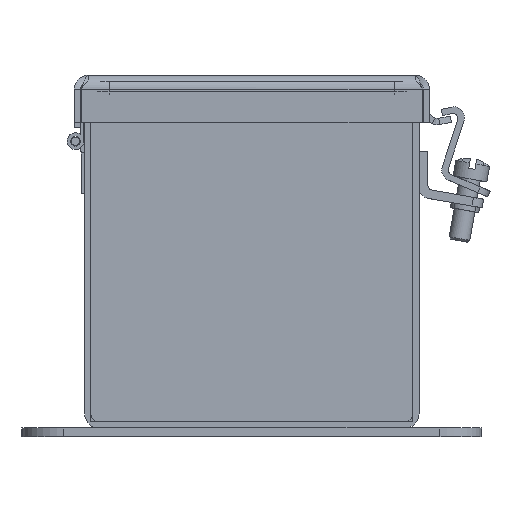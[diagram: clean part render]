
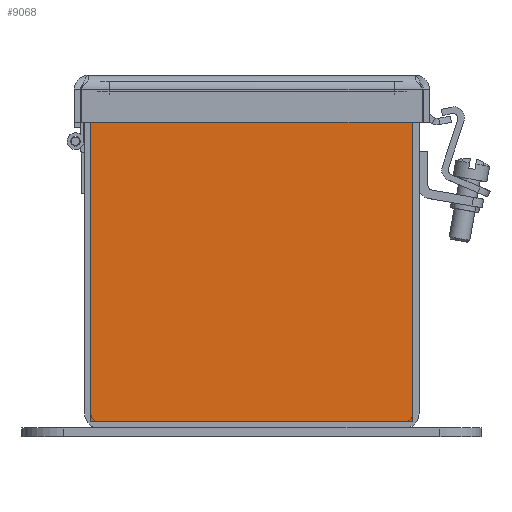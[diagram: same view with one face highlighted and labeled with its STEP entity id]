
A CAD part, left-side view. The second image highlights one B-rep face of the part: STEP entity #9068.
In plain terms, the highlighted planar face has unit normal (-1, 0, 0).
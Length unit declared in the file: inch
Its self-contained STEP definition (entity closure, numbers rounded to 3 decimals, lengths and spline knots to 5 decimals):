
#56 = CARTESIAN_POINT ( 'NONE',  ( -15., 1.926, -1.176 ) ) ;
#225 = EDGE_CURVE ( 'NONE', #33117, #4177, #18449, .T. ) ;
#551 = DIRECTION ( 'NONE',  ( 0., 1., 0. ) ) ;
#648 = ORIENTED_EDGE ( 'NONE', *, *, #4332, .F. ) ;
#711 = EDGE_CURVE ( 'NONE', #32765, #2179, #2297, .T. ) ;
#1483 = CARTESIAN_POINT ( 'NONE',  ( -15., 1.4277, 2.58205 ) ) ;
#1501 = LINE ( 'NONE', #32783, #15832 ) ;
#1614 = PLANE ( 'NONE',  #7448 ) ;
#1818 = CARTESIAN_POINT ( 'NONE',  ( -15., -1.4277, 2.676 ) ) ;
#1901 = EDGE_CURVE ( 'NONE', #29103, #18523, #31811, .T. ) ;
#2179 = VERTEX_POINT ( 'NONE', #3947 ) ;
#2297 = LINE ( 'NONE', #12597, #32626 ) ;
#2401 = DIRECTION ( 'NONE',  ( 0., 1., 0. ) ) ;
#2745 = DIRECTION ( 'NONE',  ( 0., 0., -1. ) ) ;
#3695 = VECTOR ( 'NONE', #8036, 39.37008 ) ;
#3947 = CARTESIAN_POINT ( 'NONE',  ( -15., -1.4275, 2.58225 ) ) ;
#4177 = VERTEX_POINT ( 'NONE', #1818 ) ;
#4332 = EDGE_CURVE ( 'NONE', #27689, #33176, #17055, .T. ) ;
#4391 = DIRECTION ( 'NONE',  ( 0., 1., 0. ) ) ;
#4658 = DIRECTION ( 'NONE',  ( 0., 1., 0. ) ) ;
#4671 = LINE ( 'NONE', #20210, #8916 ) ;
#5154 = LINE ( 'NONE', #8084, #17838 ) ;
#5345 = CARTESIAN_POINT ( 'NONE',  ( -15., 1.4277, 0.75 ) ) ;
#5453 = ORIENTED_EDGE ( 'NONE', *, *, #17223, .F. ) ;
#5767 = EDGE_CURVE ( 'NONE', #24354, #27689, #20022, .T. ) ;
#6990 = CARTESIAN_POINT ( 'NONE',  ( -15., 0., 0.75 ) ) ;
#7448 = AXIS2_PLACEMENT_3D ( 'NONE', #6990, #17422, #4391 ) ;
#7625 = CARTESIAN_POINT ( 'NONE',  ( -15., 1.4277, 2.676 ) ) ;
#7980 = CARTESIAN_POINT ( 'NONE',  ( -15., 1.4275, 2.676 ) ) ;
#8036 = DIRECTION ( 'NONE',  ( 0., 0., 1. ) ) ;
#8084 = CARTESIAN_POINT ( 'NONE',  ( -15., -1.926, 0.75 ) ) ;
#8916 = VECTOR ( 'NONE', #2401, 39.37008 ) ;
#9068 = ADVANCED_FACE ( 'NONE', ( #29686 ), #1614, .F. ) ;
#9250 = DIRECTION ( 'NONE',  ( 0., 0., 1. ) ) ;
#9459 = EDGE_CURVE ( 'NONE', #23370, #27704, #5154, .T. ) ;
#9971 = CARTESIAN_POINT ( 'NONE',  ( -15., 0., -1.176 ) ) ;
#10039 = LINE ( 'NONE', #7980, #11008 ) ;
#10056 = DIRECTION ( 'NONE',  ( 0., -1., 0. ) ) ;
#10872 = CARTESIAN_POINT ( 'NONE',  ( -15., 1.4275, 2.58205 ) ) ;
#11008 = VECTOR ( 'NONE', #15317, 39.37008 ) ;
#11857 = ORIENTED_EDGE ( 'NONE', *, *, #17442, .T. ) ;
#12387 = EDGE_CURVE ( 'NONE', #33117, #17964, #4671, .T. ) ;
#12597 = CARTESIAN_POINT ( 'NONE',  ( -15., 0., 2.58225 ) ) ;
#13043 = DIRECTION ( 'NONE',  ( 0., 0., -1. ) ) ;
#13451 = EDGE_CURVE ( 'NONE', #4177, #23370, #20393, .T. ) ;
#13733 = VECTOR ( 'NONE', #4658, 39.37008 ) ;
#14700 = CARTESIAN_POINT ( 'NONE',  ( -15., 1.4275, 2.58225 ) ) ;
#14943 = CARTESIAN_POINT ( 'NONE',  ( -15., -1.4275, 2.58205 ) ) ;
#15317 = DIRECTION ( 'NONE',  ( 0., 0., -1. ) ) ;
#15356 = ORIENTED_EDGE ( 'NONE', *, *, #13451, .F. ) ;
#15569 = CARTESIAN_POINT ( 'NONE',  ( -15., 1.4275, 2.58205 ) ) ;
#15787 = ORIENTED_EDGE ( 'NONE', *, *, #12387, .T. ) ;
#15832 = VECTOR ( 'NONE', #9250, 39.37008 ) ;
#16720 = CARTESIAN_POINT ( 'NONE',  ( -15., 0., 2.676 ) ) ;
#17055 = LINE ( 'NONE', #16720, #25917 ) ;
#17223 = EDGE_CURVE ( 'NONE', #27704, #24354, #22296, .T. ) ;
#17304 = CARTESIAN_POINT ( 'NONE',  ( -15., 1.926, 2.676 ) ) ;
#17422 = DIRECTION ( 'NONE',  ( 1., 0., 0. ) ) ;
#17442 = EDGE_CURVE ( 'NONE', #17964, #2179, #1501, .T. ) ;
#17674 = CARTESIAN_POINT ( 'NONE',  ( -15., -1.4277, 0.75 ) ) ;
#17838 = VECTOR ( 'NONE', #13043, 39.37008 ) ;
#17964 = VERTEX_POINT ( 'NONE', #14943 ) ;
#18449 = LINE ( 'NONE', #17674, #3695 ) ;
#18523 = VERTEX_POINT ( 'NONE', #1483 ) ;
#20022 = LINE ( 'NONE', #22596, #23861 ) ;
#20210 = CARTESIAN_POINT ( 'NONE',  ( -15., -1.4277, 2.58205 ) ) ;
#20260 = CARTESIAN_POINT ( 'NONE',  ( -15., -1.926, 2.676 ) ) ;
#20393 = LINE ( 'NONE', #33662, #22131 ) ;
#22131 = VECTOR ( 'NONE', #31263, 39.37008 ) ;
#22296 = LINE ( 'NONE', #9971, #13733 ) ;
#22596 = CARTESIAN_POINT ( 'NONE',  ( -15., 1.926, 0.75 ) ) ;
#23247 = ORIENTED_EDGE ( 'NONE', *, *, #33512, .F. ) ;
#23370 = VERTEX_POINT ( 'NONE', #20260 ) ;
#23521 = VECTOR ( 'NONE', #551, 39.37008 ) ;
#23861 = VECTOR ( 'NONE', #30419, 39.37008 ) ;
#24354 = VERTEX_POINT ( 'NONE', #56 ) ;
#24517 = ORIENTED_EDGE ( 'NONE', *, *, #711, .F. ) ;
#25917 = VECTOR ( 'NONE', #29336, 39.37008 ) ;
#26385 = ORIENTED_EDGE ( 'NONE', *, *, #1901, .T. ) ;
#27689 = VERTEX_POINT ( 'NONE', #17304 ) ;
#27704 = VERTEX_POINT ( 'NONE', #32264 ) ;
#28202 = ORIENTED_EDGE ( 'NONE', *, *, #225, .F. ) ;
#28499 = ORIENTED_EDGE ( 'NONE', *, *, #5767, .F. ) ;
#28741 = LINE ( 'NONE', #5345, #31881 ) ;
#29103 = VERTEX_POINT ( 'NONE', #15569 ) ;
#29336 = DIRECTION ( 'NONE',  ( 0., -1., 0. ) ) ;
#29686 = FACE_OUTER_BOUND ( 'NONE', #30703, .T. ) ;
#30419 = DIRECTION ( 'NONE',  ( 0., 0., 1. ) ) ;
#30457 = EDGE_CURVE ( 'NONE', #32765, #29103, #10039, .T. ) ;
#30703 = EDGE_LOOP ( 'NONE', ( #15787, #11857, #24517, #31472, #26385, #23247, #648, #28499, #5453, #31211, #15356, #28202 ) ) ;
#31211 = ORIENTED_EDGE ( 'NONE', *, *, #9459, .F. ) ;
#31263 = DIRECTION ( 'NONE',  ( 0., -1., 0. ) ) ;
#31472 = ORIENTED_EDGE ( 'NONE', *, *, #30457, .T. ) ;
#31811 = LINE ( 'NONE', #10872, #23521 ) ;
#31881 = VECTOR ( 'NONE', #2745, 39.37008 ) ;
#32264 = CARTESIAN_POINT ( 'NONE',  ( -15., -1.926, -1.176 ) ) ;
#32626 = VECTOR ( 'NONE', #10056, 39.37008 ) ;
#32765 = VERTEX_POINT ( 'NONE', #14700 ) ;
#32783 = CARTESIAN_POINT ( 'NONE',  ( -15., -1.4275, 2.58205 ) ) ;
#33047 = CARTESIAN_POINT ( 'NONE',  ( -15., -1.4277, 2.58205 ) ) ;
#33117 = VERTEX_POINT ( 'NONE', #33047 ) ;
#33176 = VERTEX_POINT ( 'NONE', #7625 ) ;
#33512 = EDGE_CURVE ( 'NONE', #33176, #18523, #28741, .T. ) ;
#33662 = CARTESIAN_POINT ( 'NONE',  ( -15., 0., 2.676 ) ) ;
